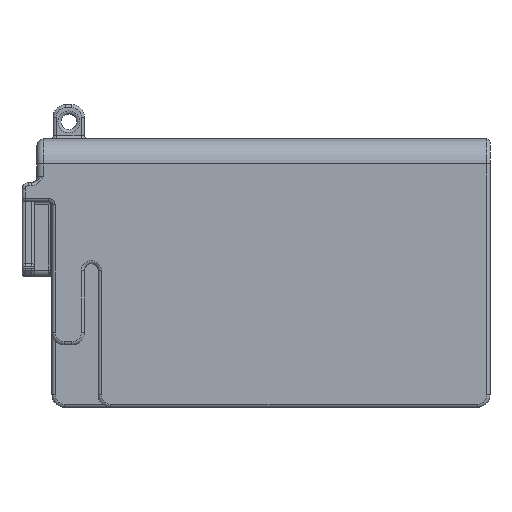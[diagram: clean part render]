
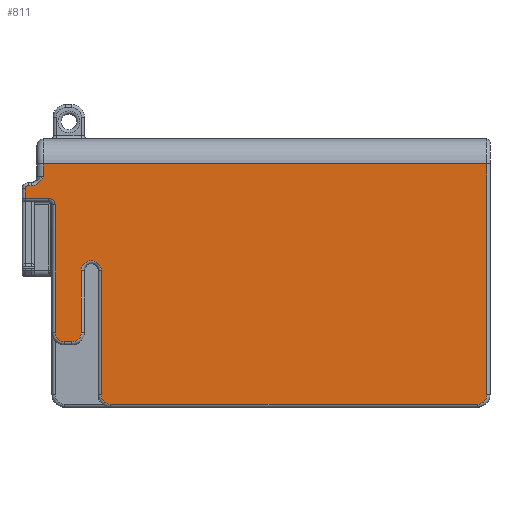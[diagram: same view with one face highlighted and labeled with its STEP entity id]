
A CAD part, front view. The second image highlights one B-rep face of the part: STEP entity #811.
In plain terms, the highlighted planar face has unit normal (0, -1, 0).
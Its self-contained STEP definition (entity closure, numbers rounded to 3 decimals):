
#95=B_SPLINE_CURVE_WITH_KNOTS('',3,(#7986,#7987,#7988,#7989,#7990,#7991,
#7992,#7993,#7994,#7995,#7996,#7997),.UNSPECIFIED.,.F.,.F.,(4,1,1,1,1,1,
1,2,4),(0.,0.299,0.599,0.699,0.798,
0.848,0.898,0.998,1.),.UNSPECIFIED.);
#521=CIRCLE('',#5494,0.5);
#522=CIRCLE('',#5495,1.);
#523=CIRCLE('',#5496,1.5);
#524=CIRCLE('',#5497,1.5);
#525=CIRCLE('',#5498,1.6);
#526=CIRCLE('',#5499,1.5);
#527=CIRCLE('',#5500,1.5);
#811=ADVANCED_FACE('',(#1218),#1053,.T.);
#1053=PLANE('',#5501);
#1218=FACE_OUTER_BOUND('',#1553,.T.);
#1553=EDGE_LOOP('',(#2301,#2302,#2303,#2304,#2305,#2306,#2307,#2308,#2309,
#2310,#2311,#2312,#2313,#2314,#2315,#2316,#2317,#2318,#2319));
#2301=ORIENTED_EDGE('',*,*,#4071,.F.);
#2302=ORIENTED_EDGE('',*,*,#4072,.F.);
#2303=ORIENTED_EDGE('',*,*,#4073,.F.);
#2304=ORIENTED_EDGE('',*,*,#3891,.F.);
#2305=ORIENTED_EDGE('',*,*,#4074,.F.);
#2306=ORIENTED_EDGE('',*,*,#4075,.F.);
#2307=ORIENTED_EDGE('',*,*,#4076,.F.);
#2308=ORIENTED_EDGE('',*,*,#3951,.F.);
#2309=ORIENTED_EDGE('',*,*,#4077,.F.);
#2310=ORIENTED_EDGE('',*,*,#4078,.F.);
#2311=ORIENTED_EDGE('',*,*,#4079,.F.);
#2312=ORIENTED_EDGE('',*,*,#4080,.F.);
#2313=ORIENTED_EDGE('',*,*,#4081,.F.);
#2314=ORIENTED_EDGE('',*,*,#4082,.F.);
#2315=ORIENTED_EDGE('',*,*,#4083,.F.);
#2316=ORIENTED_EDGE('',*,*,#4084,.F.);
#2317=ORIENTED_EDGE('',*,*,#4085,.F.);
#2318=ORIENTED_EDGE('',*,*,#4086,.F.);
#2319=ORIENTED_EDGE('',*,*,#4087,.F.);
#3417=VERTEX_POINT('',#7998);
#3418=VERTEX_POINT('',#7999);
#3452=VERTEX_POINT('',#8199);
#3454=VERTEX_POINT('',#8205);
#3534=VERTEX_POINT('',#8541);
#3535=VERTEX_POINT('',#8542);
#3536=VERTEX_POINT('',#8544);
#3537=VERTEX_POINT('',#8547);
#3538=VERTEX_POINT('',#8549);
#3539=VERTEX_POINT('',#8552);
#3540=VERTEX_POINT('',#8554);
#3541=VERTEX_POINT('',#8556);
#3542=VERTEX_POINT('',#8558);
#3543=VERTEX_POINT('',#8560);
#3544=VERTEX_POINT('',#8562);
#3545=VERTEX_POINT('',#8564);
#3546=VERTEX_POINT('',#8566);
#3547=VERTEX_POINT('',#8568);
#3548=VERTEX_POINT('',#8570);
#3891=EDGE_CURVE('',#3417,#3418,#95,.T.);
#3951=EDGE_CURVE('',#3454,#3452,#4584,.T.);
#4071=EDGE_CURVE('',#3534,#3535,#4651,.T.);
#4072=EDGE_CURVE('',#3536,#3534,#4652,.T.);
#4073=EDGE_CURVE('',#3418,#3536,#4653,.T.);
#4074=EDGE_CURVE('',#3537,#3417,#4654,.T.);
#4075=EDGE_CURVE('',#3538,#3537,#521,.T.);
#4076=EDGE_CURVE('',#3452,#3538,#4655,.T.);
#4077=EDGE_CURVE('',#3539,#3454,#522,.T.);
#4078=EDGE_CURVE('',#3540,#3539,#4656,.T.);
#4079=EDGE_CURVE('',#3541,#3540,#523,.T.);
#4080=EDGE_CURVE('',#3542,#3541,#4657,.T.);
#4081=EDGE_CURVE('',#3543,#3542,#524,.T.);
#4082=EDGE_CURVE('',#3544,#3543,#4658,.T.);
#4083=EDGE_CURVE('',#3545,#3544,#525,.T.);
#4084=EDGE_CURVE('',#3546,#3545,#4659,.T.);
#4085=EDGE_CURVE('',#3547,#3546,#526,.T.);
#4086=EDGE_CURVE('',#3548,#3547,#4660,.T.);
#4087=EDGE_CURVE('',#3535,#3548,#527,.T.);
#4584=LINE('',#8206,#4958);
#4651=LINE('',#8540,#5025);
#4652=LINE('',#8543,#5026);
#4653=LINE('',#8545,#5027);
#4654=LINE('',#8546,#5028);
#4655=LINE('',#8550,#5029);
#4656=LINE('',#8553,#5030);
#4657=LINE('',#8557,#5031);
#4658=LINE('',#8561,#5032);
#4659=LINE('',#8565,#5033);
#4660=LINE('',#8569,#5034);
#4958=VECTOR('',#6371,1.);
#5025=VECTOR('',#6618,1.);
#5026=VECTOR('',#6619,1.);
#5027=VECTOR('',#6620,1.);
#5028=VECTOR('',#6621,1.);
#5029=VECTOR('',#6624,1.);
#5030=VECTOR('',#6627,1.);
#5031=VECTOR('',#6630,1.);
#5032=VECTOR('',#6633,1.);
#5033=VECTOR('',#6636,1.);
#5034=VECTOR('',#6639,1.);
#5494=AXIS2_PLACEMENT_3D('',#8548,#6622,#6623);
#5495=AXIS2_PLACEMENT_3D('',#8551,#6625,#6626);
#5496=AXIS2_PLACEMENT_3D('',#8555,#6628,#6629);
#5497=AXIS2_PLACEMENT_3D('',#8559,#6631,#6632);
#5498=AXIS2_PLACEMENT_3D('',#8563,#6634,#6635);
#5499=AXIS2_PLACEMENT_3D('',#8567,#6637,#6638);
#5500=AXIS2_PLACEMENT_3D('',#8571,#6640,#6641);
#5501=AXIS2_PLACEMENT_3D('',#8572,#6642,#6643);
#6371=DIRECTION('',(-1.,0.,0.));
#6618=DIRECTION('',(0.,0.,-1.));
#6619=DIRECTION('',(1.,0.,0.));
#6620=DIRECTION('',(0.,0.,1.));
#6621=DIRECTION('',(1.,0.,0.));
#6622=DIRECTION('',(0.,1.,0.));
#6623=DIRECTION('',(-0.707,0.,0.707));
#6624=DIRECTION('',(0.,0.,1.));
#6625=DIRECTION('',(0.,-1.,0.));
#6626=DIRECTION('',(0.487,0.,0.873));
#6627=DIRECTION('',(0.,0.,1.));
#6628=DIRECTION('',(0.,1.,0.));
#6629=DIRECTION('',(-0.707,0.,-0.707));
#6630=DIRECTION('',(-1.,0.,0.));
#6631=DIRECTION('',(0.,1.,0.));
#6632=DIRECTION('',(0.707,0.,-0.707));
#6633=DIRECTION('',(0.,0.,-1.));
#6634=DIRECTION('',(0.,-1.,0.));
#6635=DIRECTION('',(0.,0.,1.));
#6636=DIRECTION('',(0.,0.,1.));
#6637=DIRECTION('',(0.,1.,0.));
#6638=DIRECTION('',(-0.707,0.,-0.707));
#6639=DIRECTION('',(-1.,0.,0.));
#6640=DIRECTION('',(0.,1.,0.));
#6641=DIRECTION('',(0.707,0.,-0.707));
#6642=DIRECTION('',(0.,-1.,0.));
#6643=DIRECTION('',(-1.,0.,0.));
#7986=CARTESIAN_POINT('',(-33.422,5.254,48.632));
#7987=CARTESIAN_POINT('',(-33.166,5.254,48.632));
#7988=CARTESIAN_POINT('',(-32.65,5.254,48.761));
#7989=CARTESIAN_POINT('',(-32.173,5.254,49.143));
#7990=CARTESIAN_POINT('',(-31.901,5.254,49.474));
#7991=CARTESIAN_POINT('',(-31.777,5.254,49.651));
#7992=CARTESIAN_POINT('',(-31.685,5.254,49.796));
#7993=CARTESIAN_POINT('',(-31.596,5.254,49.943));
#7994=CARTESIAN_POINT('',(-31.531,5.254,50.053));
#7995=CARTESIAN_POINT('',(-31.488,5.254,50.129));
#7996=CARTESIAN_POINT('',(-31.487,5.254,50.131));
#7997=CARTESIAN_POINT('',(-31.486,5.254,50.132));
#7998=CARTESIAN_POINT('',(-33.422,5.254,48.632));
#7999=CARTESIAN_POINT('',(-31.486,5.254,50.132));
#8199=CARTESIAN_POINT('',(-34.386,5.254,46.632));
#8205=CARTESIAN_POINT('',(-30.586,5.254,46.632));
#8206=CARTESIAN_POINT('',(-32.386,5.254,46.632));
#8540=CARTESIAN_POINT('',(39.614,5.254,23.882));
#8541=CARTESIAN_POINT('',(39.614,5.254,52.132));
#8542=CARTESIAN_POINT('',(39.614,5.254,15.132));
#8543=CARTESIAN_POINT('',(-34.886,5.254,52.132));
#8544=CARTESIAN_POINT('',(-31.486,5.254,52.132));
#8545=CARTESIAN_POINT('',(-31.486,5.254,32.882));
#8546=CARTESIAN_POINT('',(-34.886,5.254,48.632));
#8547=CARTESIAN_POINT('',(-33.886,5.254,48.632));
#8548=CARTESIAN_POINT('',(-33.886,5.254,48.132));
#8549=CARTESIAN_POINT('',(-34.386,5.254,48.132));
#8550=CARTESIAN_POINT('',(-34.386,5.254,23.882));
#8551=CARTESIAN_POINT('',(-30.586,5.254,45.632));
#8552=CARTESIAN_POINT('',(-29.586,5.254,45.632));
#8553=CARTESIAN_POINT('',(-29.586,5.254,24.632));
#8554=CARTESIAN_POINT('',(-29.586,5.254,25.132));
#8555=CARTESIAN_POINT('',(-28.086,5.254,25.132));
#8556=CARTESIAN_POINT('',(-28.086,5.254,23.632));
#8557=CARTESIAN_POINT('',(-32.486,5.254,23.632));
#8558=CARTESIAN_POINT('',(-26.886,5.254,23.632));
#8559=CARTESIAN_POINT('',(-26.886,5.254,25.132));
#8560=CARTESIAN_POINT('',(-25.386,5.254,25.132));
#8561=CARTESIAN_POINT('',(-25.386,5.254,29.632));
#8562=CARTESIAN_POINT('',(-25.386,5.254,35.032));
#8563=CARTESIAN_POINT('',(-23.786,5.254,35.032));
#8564=CARTESIAN_POINT('',(-22.186,5.254,35.032));
#8565=CARTESIAN_POINT('',(-22.186,5.254,13.132));
#8566=CARTESIAN_POINT('',(-22.186,5.254,15.132));
#8567=CARTESIAN_POINT('',(-20.686,5.254,15.132));
#8568=CARTESIAN_POINT('',(-20.686,5.254,13.632));
#8569=CARTESIAN_POINT('',(-34.886,5.254,13.632));
#8570=CARTESIAN_POINT('',(38.114,5.254,13.632));
#8571=CARTESIAN_POINT('',(38.114,5.254,15.132));
#8572=CARTESIAN_POINT('',(-34.886,5.254,13.132));
